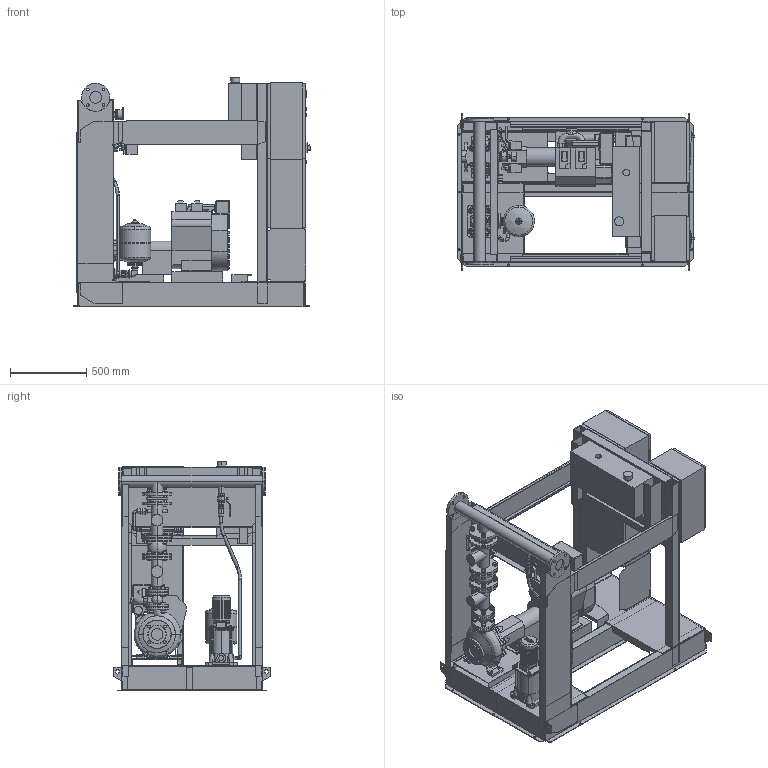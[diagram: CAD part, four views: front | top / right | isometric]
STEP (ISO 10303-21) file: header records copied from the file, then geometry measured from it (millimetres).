
FILE_DESCRIPTION((''),'2;1');
FILE_NAME('3d_Sifire-EN-40_200-180-10.5_0.55DJ-4183865.stp','2015-05-26T10:12:41',(''),(''),'Mechanical Desktop 2009','Mechanical Desktop 2009',', , ');
FILE_SCHEMA(('CONFIG_CONTROL_DESIGN'));
Length unit declared in the file: millimetre
Products named in the file (1): Product
Bounding box: 1554.5 x 1026 x 1500 mm (x, y, z)
Volume: 270128000.3 mm3; surface area: 22820007.7 mm2
Topology: 160 solids, 160 shells, 3766 faces, 9096 edges, 5780 vertices
Faces by surface type: plane 1517, bspline 1064, cylinder 741, cone 310, torus 104, sphere 30
Entity records: 123440 total; most frequent: CARTESIAN_POINT 39584, ORIENTED_EDGE 18140, DIRECTION 16020, EDGE_CURVE 9070, VERTEX_POINT 5780, AXIS2_PLACEMENT_3D 5352, VECTOR 5316, LINE 5316
